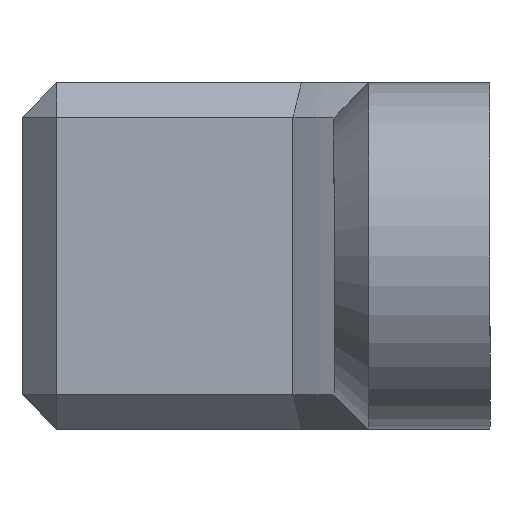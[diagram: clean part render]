
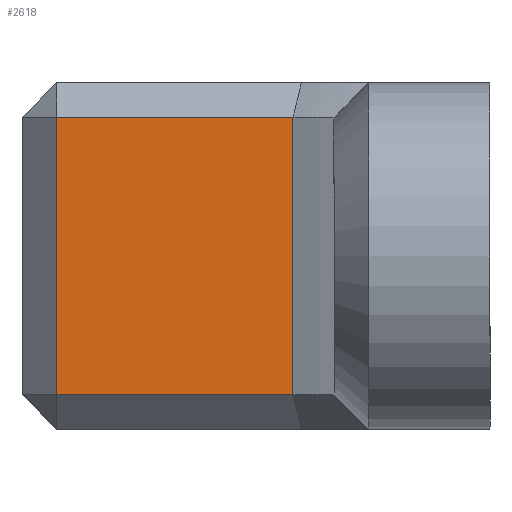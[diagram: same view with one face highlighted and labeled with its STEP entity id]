
A CAD part, front view. The second image highlights one B-rep face of the part: STEP entity #2618.
In plain terms, the highlighted planar face has unit normal (0, -1, 0).
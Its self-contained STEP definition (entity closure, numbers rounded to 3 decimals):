
#160 = PLANE('',#161);
#161 = AXIS2_PLACEMENT_3D('',#162,#163,#164);
#162 = CARTESIAN_POINT('',(-14.,-11.5,0.5));
#163 = DIRECTION('',(0.,-0.707,-0.707));
#164 = DIRECTION('',(-1.,-0.,-0.));
#888 = VERTEX_POINT('',#889);
#889 = CARTESIAN_POINT('',(-6.185,-12.,1.));
#929 = CYLINDRICAL_SURFACE('',#930,13.5);
#930 = AXIS2_PLACEMENT_3D('',#931,#932,#933);
#931 = CARTESIAN_POINT('',(0.,0.,0.));
#932 = DIRECTION('',(0.,0.,1.));
#933 = DIRECTION('',(0.,1.,0.));
#1051 = VERTEX_POINT('',#1052);
#1052 = CARTESIAN_POINT('',(-13.,-12.,1.));
#1078 = EDGE_CURVE('',#1051,#888,#1079,.T.);
#1079 = SURFACE_CURVE('',#1080,(#1084,#1091),.PCURVE_S1.);
#1080 = LINE('',#1081,#1082);
#1081 = CARTESIAN_POINT('',(-14.,-12.,1.));
#1082 = VECTOR('',#1083,1.);
#1083 = DIRECTION('',(1.,0.,0.));
#1084 = PCURVE('',#160,#1085);
#1085 = DEFINITIONAL_REPRESENTATION('',(#1086),#1090);
#1086 = LINE('',#1087,#1088);
#1087 = CARTESIAN_POINT('',(-0.,-0.707));
#1088 = VECTOR('',#1089,1.);
#1089 = DIRECTION('',(-1.,0.));
#1090 = ( GEOMETRIC_REPRESENTATION_CONTEXT(2) 
PARAMETRIC_REPRESENTATION_CONTEXT() REPRESENTATION_CONTEXT('2D SPACE',''
  ) );
#1091 = PCURVE('',#1092,#1097);
#1092 = PLANE('',#1093);
#1093 = AXIS2_PLACEMENT_3D('',#1094,#1095,#1096);
#1094 = CARTESIAN_POINT('',(-14.,-12.,0.));
#1095 = DIRECTION('',(0.,1.,0.));
#1096 = DIRECTION('',(0.,0.,1.));
#1097 = DEFINITIONAL_REPRESENTATION('',(#1098),#1102);
#1098 = LINE('',#1099,#1100);
#1099 = CARTESIAN_POINT('',(1.,0.));
#1100 = VECTOR('',#1101,1.);
#1101 = DIRECTION('',(0.,1.));
#1102 = ( GEOMETRIC_REPRESENTATION_CONTEXT(2) 
PARAMETRIC_REPRESENTATION_CONTEXT() REPRESENTATION_CONTEXT('2D SPACE',''
  ) );
#1422 = PLANE('',#1423);
#1423 = AXIS2_PLACEMENT_3D('',#1424,#1425,#1426);
#1424 = CARTESIAN_POINT('',(-14.,-11.5,9.5));
#1425 = DIRECTION('',(0.,0.707,-0.707));
#1426 = DIRECTION('',(-1.,-0.,-0.));
#2333 = VERTEX_POINT('',#2334);
#2334 = CARTESIAN_POINT('',(-6.185,-12.,9.));
#2356 = EDGE_CURVE('',#888,#2333,#2357,.T.);
#2357 = SURFACE_CURVE('',#2358,(#2362,#2368),.PCURVE_S1.);
#2358 = LINE('',#2359,#2360);
#2359 = CARTESIAN_POINT('',(-6.185,-12.,0.));
#2360 = VECTOR('',#2361,1.);
#2361 = DIRECTION('',(0.,0.,1.));
#2362 = PCURVE('',#929,#2363);
#2363 = DEFINITIONAL_REPRESENTATION('',(#2364),#2367);
#2364 = B_SPLINE_CURVE_WITH_KNOTS('',1,(#2365,#2366),.UNSPECIFIED.,.F.,
  .F.,(2,2),(1.,9.),.PIECEWISE_BEZIER_KNOTS.);
#2365 = CARTESIAN_POINT('',(2.666,1.));
#2366 = CARTESIAN_POINT('',(2.666,9.));
#2367 = ( GEOMETRIC_REPRESENTATION_CONTEXT(2) 
PARAMETRIC_REPRESENTATION_CONTEXT() REPRESENTATION_CONTEXT('2D SPACE',''
  ) );
#2368 = PCURVE('',#1092,#2369);
#2369 = DEFINITIONAL_REPRESENTATION('',(#2370),#2373);
#2370 = B_SPLINE_CURVE_WITH_KNOTS('',1,(#2371,#2372),.UNSPECIFIED.,.F.,
  .F.,(2,2),(1.,9.),.PIECEWISE_BEZIER_KNOTS.);
#2371 = CARTESIAN_POINT('',(1.,7.815));
#2372 = CARTESIAN_POINT('',(9.,7.815));
#2373 = ( GEOMETRIC_REPRESENTATION_CONTEXT(2) 
PARAMETRIC_REPRESENTATION_CONTEXT() REPRESENTATION_CONTEXT('2D SPACE',''
  ) );
#2618 = ADVANCED_FACE('',(#2619),#1092,.F.);
#2619 = FACE_BOUND('',#2620,.F.);
#2620 = EDGE_LOOP('',(#2621,#2622,#2623,#2651));
#2621 = ORIENTED_EDGE('',*,*,#2356,.F.);
#2622 = ORIENTED_EDGE('',*,*,#1078,.F.);
#2623 = ORIENTED_EDGE('',*,*,#2624,.T.);
#2624 = EDGE_CURVE('',#1051,#2625,#2627,.T.);
#2625 = VERTEX_POINT('',#2626);
#2626 = CARTESIAN_POINT('',(-13.,-12.,9.));
#2627 = SURFACE_CURVE('',#2628,(#2632,#2639),.PCURVE_S1.);
#2628 = LINE('',#2629,#2630);
#2629 = CARTESIAN_POINT('',(-13.,-12.,0.));
#2630 = VECTOR('',#2631,1.);
#2631 = DIRECTION('',(0.,0.,1.));
#2632 = PCURVE('',#1092,#2633);
#2633 = DEFINITIONAL_REPRESENTATION('',(#2634),#2638);
#2634 = LINE('',#2635,#2636);
#2635 = CARTESIAN_POINT('',(0.,1.));
#2636 = VECTOR('',#2637,1.);
#2637 = DIRECTION('',(1.,0.));
#2638 = ( GEOMETRIC_REPRESENTATION_CONTEXT(2) 
PARAMETRIC_REPRESENTATION_CONTEXT() REPRESENTATION_CONTEXT('2D SPACE',''
  ) );
#2639 = PCURVE('',#2640,#2645);
#2640 = PLANE('',#2641);
#2641 = AXIS2_PLACEMENT_3D('',#2642,#2643,#2644);
#2642 = CARTESIAN_POINT('',(-13.5,-11.5,0.));
#2643 = DIRECTION('',(-0.707,-0.707,0.));
#2644 = DIRECTION('',(-0.,-0.,-1.));
#2645 = DEFINITIONAL_REPRESENTATION('',(#2646),#2650);
#2646 = LINE('',#2647,#2648);
#2647 = CARTESIAN_POINT('',(-0.,0.707));
#2648 = VECTOR('',#2649,1.);
#2649 = DIRECTION('',(-1.,0.));
#2650 = ( GEOMETRIC_REPRESENTATION_CONTEXT(2) 
PARAMETRIC_REPRESENTATION_CONTEXT() REPRESENTATION_CONTEXT('2D SPACE',''
  ) );
#2651 = ORIENTED_EDGE('',*,*,#2652,.T.);
#2652 = EDGE_CURVE('',#2625,#2333,#2653,.T.);
#2653 = SURFACE_CURVE('',#2654,(#2658,#2665),.PCURVE_S1.);
#2654 = LINE('',#2655,#2656);
#2655 = CARTESIAN_POINT('',(-14.,-12.,9.));
#2656 = VECTOR('',#2657,1.);
#2657 = DIRECTION('',(1.,0.,0.));
#2658 = PCURVE('',#1092,#2659);
#2659 = DEFINITIONAL_REPRESENTATION('',(#2660),#2664);
#2660 = LINE('',#2661,#2662);
#2661 = CARTESIAN_POINT('',(9.,0.));
#2662 = VECTOR('',#2663,1.);
#2663 = DIRECTION('',(0.,1.));
#2664 = ( GEOMETRIC_REPRESENTATION_CONTEXT(2) 
PARAMETRIC_REPRESENTATION_CONTEXT() REPRESENTATION_CONTEXT('2D SPACE',''
  ) );
#2665 = PCURVE('',#1422,#2666);
#2666 = DEFINITIONAL_REPRESENTATION('',(#2667),#2671);
#2667 = LINE('',#2668,#2669);
#2668 = CARTESIAN_POINT('',(-0.,-0.707));
#2669 = VECTOR('',#2670,1.);
#2670 = DIRECTION('',(-1.,0.));
#2671 = ( GEOMETRIC_REPRESENTATION_CONTEXT(2) 
PARAMETRIC_REPRESENTATION_CONTEXT() REPRESENTATION_CONTEXT('2D SPACE',''
  ) );
